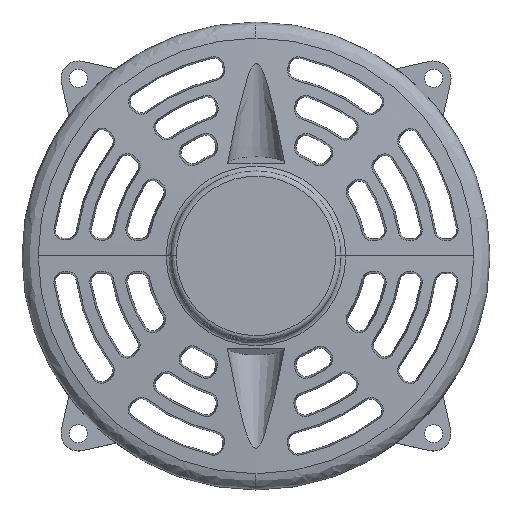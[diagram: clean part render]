
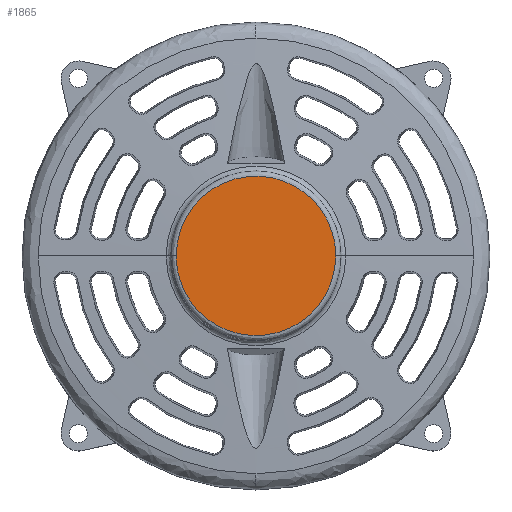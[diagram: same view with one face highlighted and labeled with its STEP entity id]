
A CAD part, top view. The second image highlights one B-rep face of the part: STEP entity #1865.
In plain terms, the highlighted planar face has unit normal (0, 0, 1).
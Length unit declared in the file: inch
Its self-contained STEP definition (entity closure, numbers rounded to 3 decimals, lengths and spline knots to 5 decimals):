
#273 = ORIENTED_EDGE ( 'NONE', *, *, #5978, .F. ) ;
#1614 =( BOUNDED_CURVE ( )  B_SPLINE_CURVE ( 3, ( #7090, #2719, #8629, #2781 ),
 .UNSPECIFIED., .F., .T. ) 
 B_SPLINE_CURVE_WITH_KNOTS ( ( 4, 4 ),
 ( 0., 1. ),
 .UNSPECIFIED. ) 
 CURVE ( )  GEOMETRIC_REPRESENTATION_ITEM ( )  RATIONAL_B_SPLINE_CURVE ( ( 1., 0.333, 0.333, 1. ) ) 
 REPRESENTATION_ITEM ( '' )  );
#1865 = ADVANCED_FACE ( 'NONE', ( #5092 ), #8069, .F. ) ;
#2223 = DIRECTION ( 'NONE',  ( 0., 0., -1. ) ) ;
#2719 = CARTESIAN_POINT ( 'NONE',  ( 1.81102, -3.62205, 1.85039 ) ) ;
#2781 = CARTESIAN_POINT ( 'NONE',  ( -1.81102, 0., 1.85039 ) ) ;
#3106 = CARTESIAN_POINT ( 'NONE',  ( -1.81102, 3.62205, 1.85039 ) ) ;
#3678 = DIRECTION ( 'NONE',  ( -1., 0., 0. ) ) ;
#4389 = CARTESIAN_POINT ( 'NONE',  ( -1.81102, 0., 1.85039 ) ) ;
#5092 = FACE_OUTER_BOUND ( 'NONE', #9430, .T. ) ;
#5978 = EDGE_CURVE ( 'NONE', #18303, #6875, #1614, .T. ) ;
#6875 = VERTEX_POINT ( 'NONE', #13042 ) ;
#7090 = CARTESIAN_POINT ( 'NONE',  ( 1.81102, 0., 1.85039 ) ) ;
#7467 = AXIS2_PLACEMENT_3D ( 'NONE', #9529, #2223, #3678 ) ;
#8069 = PLANE ( 'NONE',  #7467 ) ;
#8629 = CARTESIAN_POINT ( 'NONE',  ( -1.81102, -3.62205, 1.85039 ) ) ;
#9430 = EDGE_LOOP ( 'NONE', ( #273, #16418 ) ) ;
#9529 = CARTESIAN_POINT ( 'NONE',  ( -1.81102, 0.00195, 1.85039 ) ) ;
#11246 = CARTESIAN_POINT ( 'NONE',  ( 1.81102, 0., 1.85039 ) ) ;
#11898 =( BOUNDED_CURVE ( )  B_SPLINE_CURVE ( 3, ( #4389, #3106, #16302, #14784 ),
 .UNSPECIFIED., .F., .T. ) 
 B_SPLINE_CURVE_WITH_KNOTS ( ( 4, 4 ),
 ( 0., 1. ),
 .UNSPECIFIED. ) 
 CURVE ( )  GEOMETRIC_REPRESENTATION_ITEM ( )  RATIONAL_B_SPLINE_CURVE ( ( 1., 0.333, 0.333, 1. ) ) 
 REPRESENTATION_ITEM ( '' )  );
#13042 = CARTESIAN_POINT ( 'NONE',  ( -1.81102, 0., 1.85039 ) ) ;
#14784 = CARTESIAN_POINT ( 'NONE',  ( 1.81102, 0., 1.85039 ) ) ;
#16302 = CARTESIAN_POINT ( 'NONE',  ( 1.81102, 3.62205, 1.85039 ) ) ;
#16418 = ORIENTED_EDGE ( 'NONE', *, *, #18804, .F. ) ;
#18303 = VERTEX_POINT ( 'NONE', #11246 ) ;
#18804 = EDGE_CURVE ( 'NONE', #6875, #18303, #11898, .T. ) ;
